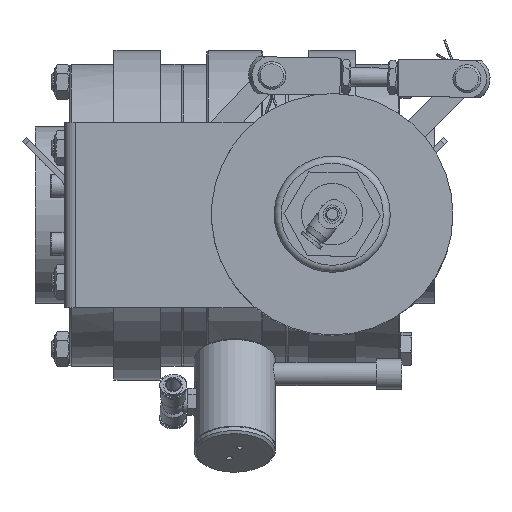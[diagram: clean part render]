
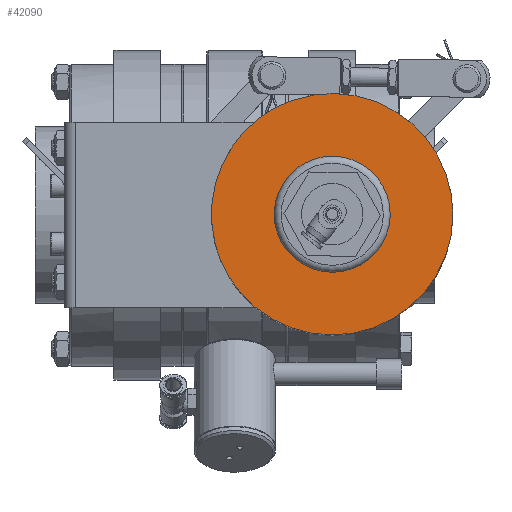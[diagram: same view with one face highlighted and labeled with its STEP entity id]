
A CAD part, top view. The second image highlights one B-rep face of the part: STEP entity #42090.
In plain terms, the highlighted planar face has unit normal (0, 0, 1).
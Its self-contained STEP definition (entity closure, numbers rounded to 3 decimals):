
#42063=CARTESIAN_POINT('',(0.,0.,263.5));
#42064=DIRECTION('',(0.0,0.0,-1.0));
#42065=DIRECTION('',(0.483,-0.876,0.0));
#42066=AXIS2_PLACEMENT_3D('',#42063,#42064,#42065);
#42067=PLANE('',#42066);
#42068=CARTESIAN_POINT('',(-25.117,45.532,263.5));
#42069=VERTEX_POINT('',#42068);
#42070=CARTESIAN_POINT('',(0.,0.,263.5));
#42071=DIRECTION('',(0.0,0.0,-1.));
#42072=DIRECTION('',(0.483,-0.876,0.0));
#42073=AXIS2_PLACEMENT_3D('',#42070,#42071,#42072);
#42074=CIRCLE('',#42073,52.0);
#42075=EDGE_CURVE('',#42069,#42069,#42074,.T.);
#42076=ORIENTED_EDGE('',*,*,#42075,.F.);
#42077=EDGE_LOOP('',(#42076));
#42078=FACE_OUTER_BOUND('',#42077,.T.);
#42079=CARTESIAN_POINT('',(-21.89,-12.075,263.5));
#42080=VERTEX_POINT('',#42079);
#42081=CARTESIAN_POINT('',(0.,0.,263.5));
#42082=DIRECTION('',(0.0,0.0,-1.));
#42083=DIRECTION('',(-0.876,-0.483,0.0));
#42084=AXIS2_PLACEMENT_3D('',#42081,#42082,#42083);
#42085=CIRCLE('',#42084,25.0);
#42086=EDGE_CURVE('',#42080,#42080,#42085,.T.);
#42087=ORIENTED_EDGE('',*,*,#42086,.T.);
#42088=EDGE_LOOP('',(#42087));
#42089=FACE_BOUND('',#42088,.T.);
#42090=ADVANCED_FACE('',(#42078,#42089),#42067,.F.);
